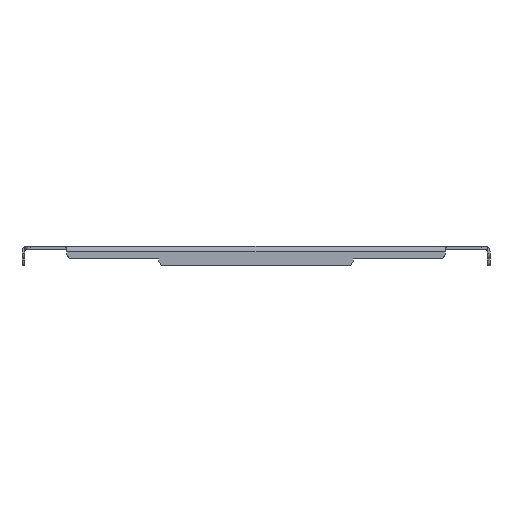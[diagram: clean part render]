
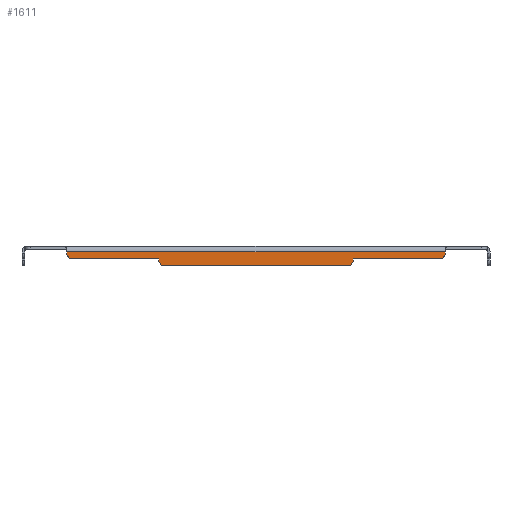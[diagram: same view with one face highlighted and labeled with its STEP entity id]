
A CAD part, front view. The second image highlights one B-rep face of the part: STEP entity #1611.
In plain terms, the highlighted planar face has unit normal (0, -1, 0).
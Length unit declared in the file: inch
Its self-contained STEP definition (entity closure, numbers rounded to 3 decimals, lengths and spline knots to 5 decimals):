
#2 = ORIENTED_EDGE ( 'NONE', *, *, #1284, .T. ) ;
#98 = CARTESIAN_POINT ( 'NONE',  ( -8.46875, -22.46875, 0. ) ) ;
#169 = VERTEX_POINT ( 'NONE', #510 ) ;
#202 = VECTOR ( 'NONE', #1360, 39.37008 ) ;
#230 = DIRECTION ( 'NONE',  ( 0., -1., 0. ) ) ;
#262 = CARTESIAN_POINT ( 'NONE',  ( 4.09375, -22.46875, -0.625 ) ) ;
#267 = DIRECTION ( 'NONE',  ( 0., -1., 0. ) ) ;
#294 = DIRECTION ( 'NONE',  ( 0., 0., -1. ) ) ;
#447 = DIRECTION ( 'NONE',  ( 1., 0., 0. ) ) ;
#504 = VECTOR ( 'NONE', #808, 39.37008 ) ;
#510 = CARTESIAN_POINT ( 'NONE',  ( 4.34375, -22.46875, -0.5625 ) ) ;
#516 = DIRECTION ( 'NONE',  ( 1., 0., 0. ) ) ;
#518 = ORIENTED_EDGE ( 'NONE', *, *, #1231, .T. ) ;
#554 = ORIENTED_EDGE ( 'NONE', *, *, #1366, .T. ) ;
#582 = CARTESIAN_POINT ( 'NONE',  ( 8.46875, -22.46875, -0.237 ) ) ;
#717 = PLANE ( 'NONE',  #2211 ) ;
#776 = CARTESIAN_POINT ( 'NONE',  ( 8.21875, -22.46875, -0.5625 ) ) ;
#808 = DIRECTION ( 'NONE',  ( 1., 0., 0. ) ) ;
#836 = VERTEX_POINT ( 'NONE', #1124 ) ;
#839 = ORIENTED_EDGE ( 'NONE', *, *, #1460, .F. ) ;
#923 = EDGE_CURVE ( 'NONE', #169, #1854, #1813, .T. ) ;
#961 = CIRCLE ( 'NONE', #2228, 0.25 ) ;
#1025 = EDGE_CURVE ( 'NONE', #1576, #4104, #3770, .T. ) ;
#1096 = DIRECTION ( 'NONE',  ( 0., 0., 1. ) ) ;
#1124 = CARTESIAN_POINT ( 'NONE',  ( -8.46875, -22.46875, -0.237 ) ) ;
#1180 = LINE ( 'NONE', #582, #2897 ) ;
#1227 = DIRECTION ( 'NONE',  ( 0., 0., -1. ) ) ;
#1231 = EDGE_CURVE ( 'NONE', #1294, #1900, #2416, .T. ) ;
#1284 = EDGE_CURVE ( 'NONE', #2398, #1576, #2352, .T. ) ;
#1294 = VERTEX_POINT ( 'NONE', #1726 ) ;
#1309 = EDGE_CURVE ( 'NONE', #3730, #4048, #1413, .T. ) ;
#1317 = CARTESIAN_POINT ( 'NONE',  ( 4.09375, -22.46875, -0.875 ) ) ;
#1344 = CARTESIAN_POINT ( 'NONE',  ( -4.34375, -22.46875, -0.5625 ) ) ;
#1360 = DIRECTION ( 'NONE',  ( 0., 0., -1. ) ) ;
#1364 = VECTOR ( 'NONE', #1096, 39.37008 ) ;
#1366 = EDGE_CURVE ( 'NONE', #2653, #3730, #961, .T. ) ;
#1387 = EDGE_CURVE ( 'NONE', #4104, #1294, #2292, .T. ) ;
#1413 = LINE ( 'NONE', #2692, #1364 ) ;
#1452 = ORIENTED_EDGE ( 'NONE', *, *, #1025, .T. ) ;
#1460 = EDGE_CURVE ( 'NONE', #836, #4048, #1180, .T. ) ;
#1486 = DIRECTION ( 'NONE',  ( 0., -1., 0. ) ) ;
#1513 = DIRECTION ( 'NONE',  ( 1., 0., 0. ) ) ;
#1530 = DIRECTION ( 'NONE',  ( 0., 0., -1. ) ) ;
#1549 = DIRECTION ( 'NONE',  ( 0., -1., 0. ) ) ;
#1576 = VERTEX_POINT ( 'NONE', #1344 ) ;
#1594 = DIRECTION ( 'NONE',  ( 0., 0., -1. ) ) ;
#1608 = EDGE_LOOP ( 'NONE', ( #3094, #554, #1880, #839, #2360, #3112, #2, #1452, #3937, #518, #1988, #1687 ) ) ;
#1611 = ADVANCED_FACE ( 'NONE', ( #3189 ), #717, .T. ) ;
#1625 = AXIS2_PLACEMENT_3D ( 'NONE', #3722, #230, #1530 ) ;
#1686 = CARTESIAN_POINT ( 'NONE',  ( -8.46875, -22.46875, -0.3125 ) ) ;
#1687 = ORIENTED_EDGE ( 'NONE', *, *, #923, .F. ) ;
#1726 = CARTESIAN_POINT ( 'NONE',  ( -4.09375, -22.46875, -0.875 ) ) ;
#1787 = CARTESIAN_POINT ( 'NONE',  ( 8.46875, -22.46875, -0.3125 ) ) ;
#1813 = LINE ( 'NONE', #4106, #2216 ) ;
#1840 = EDGE_CURVE ( 'NONE', #1900, #1854, #2069, .T. ) ;
#1854 = VERTEX_POINT ( 'NONE', #2252 ) ;
#1860 = CARTESIAN_POINT ( 'NONE',  ( -8.21875, -22.46875, -0.3125 ) ) ;
#1865 = CARTESIAN_POINT ( 'NONE',  ( 8.21875, -22.46875, -0.3125 ) ) ;
#1880 = ORIENTED_EDGE ( 'NONE', *, *, #1309, .T. ) ;
#1900 = VERTEX_POINT ( 'NONE', #1317 ) ;
#1907 = DIRECTION ( 'NONE',  ( 0., -1., 0. ) ) ;
#1966 = EDGE_CURVE ( 'NONE', #836, #2074, #2642, .T. ) ;
#1985 = CARTESIAN_POINT ( 'NONE',  ( -10.34375, -22.46875, 0. ) ) ;
#1988 = ORIENTED_EDGE ( 'NONE', *, *, #1840, .T. ) ;
#2025 = LINE ( 'NONE', #3306, #2670 ) ;
#2069 = CIRCLE ( 'NONE', #2408, 0.25 ) ;
#2074 = VERTEX_POINT ( 'NONE', #1686 ) ;
#2159 = DIRECTION ( 'NONE',  ( 0., 0., -1. ) ) ;
#2165 = CARTESIAN_POINT ( 'NONE',  ( -4.34375, -22.46875, -0.71875 ) ) ;
#2211 = AXIS2_PLACEMENT_3D ( 'NONE', #1985, #1907, #1594 ) ;
#2216 = VECTOR ( 'NONE', #1227, 39.37008 ) ;
#2228 = AXIS2_PLACEMENT_3D ( 'NONE', #1865, #267, #2159 ) ;
#2252 = CARTESIAN_POINT ( 'NONE',  ( 4.34375, -22.46875, -0.625 ) ) ;
#2275 = EDGE_CURVE ( 'NONE', #2074, #2398, #2742, .T. ) ;
#2292 = CIRCLE ( 'NONE', #1625, 0.25 ) ;
#2352 = LINE ( 'NONE', #3615, #504 ) ;
#2360 = ORIENTED_EDGE ( 'NONE', *, *, #1966, .T. ) ;
#2398 = VERTEX_POINT ( 'NONE', #2746 ) ;
#2408 = AXIS2_PLACEMENT_3D ( 'NONE', #262, #1486, #3800 ) ;
#2416 = LINE ( 'NONE', #3317, #3232 ) ;
#2642 = LINE ( 'NONE', #98, #202 ) ;
#2653 = VERTEX_POINT ( 'NONE', #776 ) ;
#2670 = VECTOR ( 'NONE', #447, 39.37008 ) ;
#2692 = CARTESIAN_POINT ( 'NONE',  ( 8.46875, -22.46875, 0. ) ) ;
#2742 = CIRCLE ( 'NONE', #3270, 0.25 ) ;
#2745 = EDGE_CURVE ( 'NONE', #169, #2653, #2025, .T. ) ;
#2746 = CARTESIAN_POINT ( 'NONE',  ( -8.21875, -22.46875, -0.5625 ) ) ;
#2762 = VECTOR ( 'NONE', #294, 39.37008 ) ;
#2830 = DIRECTION ( 'NONE',  ( 0., 0., -1. ) ) ;
#2897 = VECTOR ( 'NONE', #1513, 39.37008 ) ;
#3025 = CARTESIAN_POINT ( 'NONE',  ( -4.34375, -22.46875, -0.625 ) ) ;
#3094 = ORIENTED_EDGE ( 'NONE', *, *, #2745, .T. ) ;
#3112 = ORIENTED_EDGE ( 'NONE', *, *, #2275, .T. ) ;
#3189 = FACE_OUTER_BOUND ( 'NONE', #1608, .T. ) ;
#3232 = VECTOR ( 'NONE', #516, 39.37008 ) ;
#3270 = AXIS2_PLACEMENT_3D ( 'NONE', #1860, #1549, #2830 ) ;
#3306 = CARTESIAN_POINT ( 'NONE',  ( -10.34375, -22.46875, -0.5625 ) ) ;
#3317 = CARTESIAN_POINT ( 'NONE',  ( -10.34375, -22.46875, -0.875 ) ) ;
#3615 = CARTESIAN_POINT ( 'NONE',  ( -10.34375, -22.46875, -0.5625 ) ) ;
#3702 = CARTESIAN_POINT ( 'NONE',  ( 8.46875, -22.46875, -0.237 ) ) ;
#3722 = CARTESIAN_POINT ( 'NONE',  ( -4.09375, -22.46875, -0.625 ) ) ;
#3730 = VERTEX_POINT ( 'NONE', #1787 ) ;
#3770 = LINE ( 'NONE', #2165, #2762 ) ;
#3800 = DIRECTION ( 'NONE',  ( 0., 0., -1. ) ) ;
#3937 = ORIENTED_EDGE ( 'NONE', *, *, #1387, .T. ) ;
#4048 = VERTEX_POINT ( 'NONE', #3702 ) ;
#4104 = VERTEX_POINT ( 'NONE', #3025 ) ;
#4106 = CARTESIAN_POINT ( 'NONE',  ( 4.34375, -22.46875, -0.71875 ) ) ;
